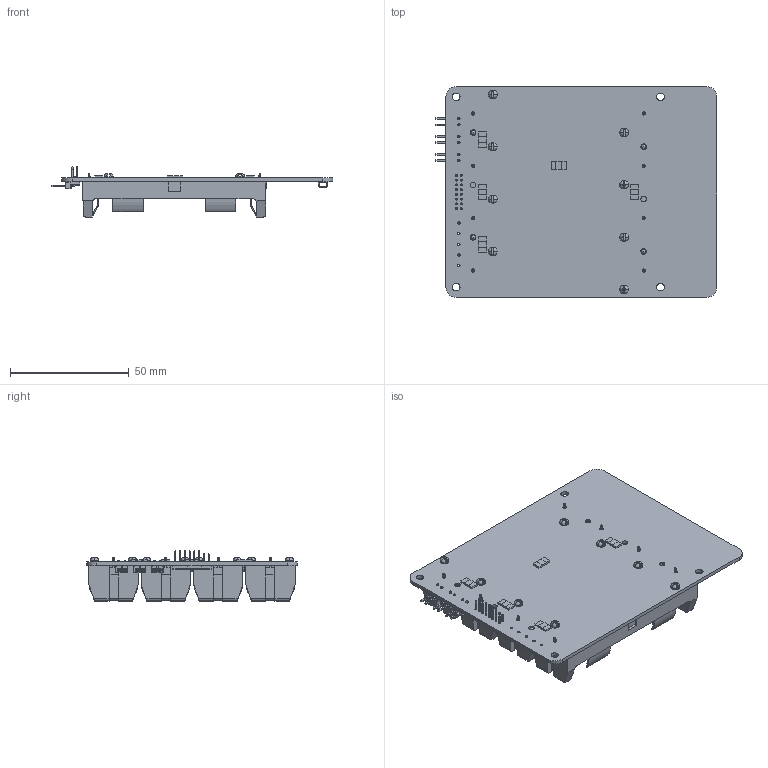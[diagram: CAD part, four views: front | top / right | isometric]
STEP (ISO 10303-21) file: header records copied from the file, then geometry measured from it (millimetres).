
FILE_DESCRIPTION(('Open CASCADE Model'),'2;1');
FILE_NAME('Open CASCADE Shape Model','2020-03-26T16:58:49',('Author'),( 'Open CASCADE'),'Open CASCADE STEP processor 6.8','Open CASCADE 6.8' ,'Unknown');
FILE_SCHEMA(('AUTOMOTIVE_DESIGN { 1 0 10303 214 1 1 1 1 }'));
Length unit declared in the file: millimetre
Products named in the file (40): PCB; Board; Open CASCADE STEP translator 6.8 4.1.1; VC0; hook; VC1; VC2; VC3; VC4; R76; 7561950400; Extruded; 7561950880; R73; 7561949760; 7561950160; R65; R53; R52; JP4; TSW-102-08-X-S-RA; JP3; JP2; B4; keystone-PN1043; B3; B2; B1; H3; MTMM-102-02-S-D-196; _MTMM-102-02-S-D-196_pins; _MTMM-102-02-S-D-196_body; H1; MTMM-103-03-S-D-243; _MTMM-103-03-S-D-243_pins; _MTMM-103-03-S-D-243_body; H2
Assembly tree (60 placements, depth 4):
  PCB
    Board
      Open CASCADE STEP translator 6.8 4.1.1
    VC0
      hook
    VC1
      hook
    VC2
      hook
    VC3
      hook
    VC4
      hook
    R76
      7561950400
        Extruded
      7561950880  x2
        Extruded
    R73
      7561949760
        Extruded
      7561950160  x2
        Extruded
    R65
      7561950400
        Extruded
      7561950880  x2
        Extruded
    R53
      7561950400
        Extruded
      7561950880  x2
        Extruded
    R52
      7561950400
        Extruded
      7561950880  x2
        Extruded
    JP4
      TSW-102-08-X-S-RA
    JP3
      TSW-102-08-X-S-RA
    JP2
      TSW-102-08-X-S-RA
    B4
      keystone-PN1043
    B3
      keystone-PN1043
    B2
      keystone-PN1043
    B1
      keystone-PN1043
    H3
      MTMM-102-02-S-D-196
        _MTMM-102-02-S-D-196_pins
        _MTMM-102-02-S-D-196_body
    H1
      MTMM-103-03-S-D-243
        _MTMM-103-03-S-D-243_pins
        _MTMM-103-03-S-D-243_body
Bounding box: 118.28 x 88.64 x 21.03 mm (x, y, z)
Volume: 15841 mm3; surface area: 46997.3 mm2
Topology: 30 solids, 50 shells, 3551 faces, 10061 edges, 6596 vertices
Faces by surface type: plane 2674, bspline 612, cylinder 213, revolution 32, torus 16, sphere 4
Full cylindrical faces by diameter (mm): 0.762 x16, 1 x6, 1.02 x5, 1.321 x8, 2.388 x6, 3.175 x4, 3.454 x8
Entity records: 50315 total; most frequent: CARTESIAN_POINT 15666, ORIENTED_EDGE 5853, DIRECTION 4978, EDGE_CURVE 3065, LINE 2460, VECTOR 2460, VERTEX_POINT 1996, FACE_BOUND 1305
